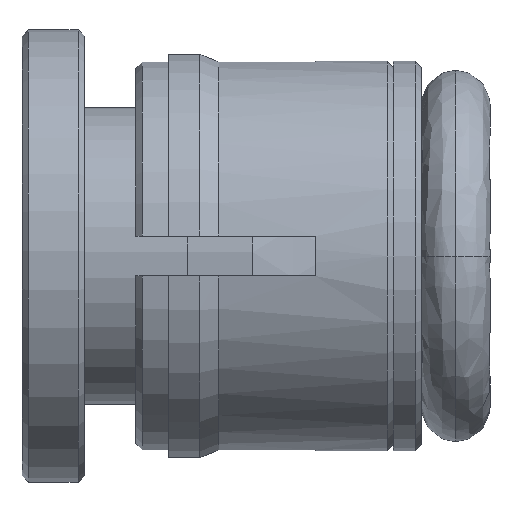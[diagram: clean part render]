
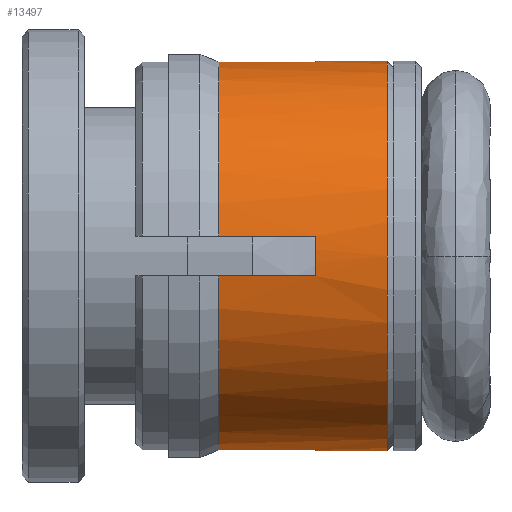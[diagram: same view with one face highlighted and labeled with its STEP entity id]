
A CAD part, left-side view. The second image highlights one B-rep face of the part: STEP entity #13497.
In plain terms, the highlighted cylindrical face has radius 6.25 mm (diameter 12.5 mm), a partial arc.
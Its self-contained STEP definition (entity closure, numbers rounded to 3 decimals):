
#262 = ORIENTED_EDGE ( 'NONE', *, *, #11544, .T. ) ;
#537 = ORIENTED_EDGE ( 'NONE', *, *, #12620, .T. ) ;
#631 = VERTEX_POINT ( 'NONE', #15750 ) ;
#957 = ORIENTED_EDGE ( 'NONE', *, *, #11965, .F. ) ;
#992 = ORIENTED_EDGE ( 'NONE', *, *, #14041, .T. ) ;
#1349 = AXIS2_PLACEMENT_3D ( 'NONE', #13504, #9541, #12235 ) ;
#1569 = EDGE_CURVE ( 'NONE', #3734, #13655, #4070, .T. ) ;
#1578 = AXIS2_PLACEMENT_3D ( 'NONE', #10057, #2273, #11378 ) ;
#2129 = CARTESIAN_POINT ( 'NONE',  ( 0., 5.921, 6.25 ) ) ;
#2273 = DIRECTION ( 'NONE',  ( 0., -1., 0. ) ) ;
#2774 = CARTESIAN_POINT ( 'NONE',  ( -0.64, 5.921, 6.217 ) ) ;
#2914 = DIRECTION ( 'NONE',  ( 0., -1., 0. ) ) ;
#2916 = ORIENTED_EDGE ( 'NONE', *, *, #1569, .T. ) ;
#3056 = LINE ( 'NONE', #2129, #6115 ) ;
#3704 = ORIENTED_EDGE ( 'NONE', *, *, #8124, .T. ) ;
#3734 = VERTEX_POINT ( 'NONE', #6211 ) ;
#4017 = EDGE_CURVE ( 'NONE', #8003, #631, #3056, .T. ) ;
#4044 = VERTEX_POINT ( 'NONE', #12740 ) ;
#4070 = CIRCLE ( 'NONE', #7176, 6.25 ) ;
#4733 = CYLINDRICAL_SURFACE ( 'NONE', #1349, 6.25 ) ;
#4870 = DIRECTION ( 'NONE',  ( 0., 0., 1. ) ) ;
#5164 = VECTOR ( 'NONE', #12857, 1000. ) ;
#5168 = CARTESIAN_POINT ( 'NONE',  ( 0., 5.921, -6.25 ) ) ;
#5201 = CARTESIAN_POINT ( 'NONE',  ( 0., 5.6, 0. ) ) ;
#5707 = CARTESIAN_POINT ( 'NONE',  ( 0., 5.6, 0. ) ) ;
#5801 = CARTESIAN_POINT ( 'NONE',  ( 0., 3.3, 0. ) ) ;
#6035 = EDGE_CURVE ( 'NONE', #9365, #8003, #14545, .T. ) ;
#6070 = CARTESIAN_POINT ( 'NONE',  ( -6.217, 8.7, -0.64 ) ) ;
#6098 = CIRCLE ( 'NONE', #8842, 6.25 ) ;
#6115 = VECTOR ( 'NONE', #11243, 1000. ) ;
#6211 = CARTESIAN_POINT ( 'NONE',  ( -0.64, 8.7, 6.217 ) ) ;
#6491 = DIRECTION ( 'NONE',  ( 0., 0., 1. ) ) ;
#6885 = VERTEX_POINT ( 'NONE', #10592 ) ;
#6998 = DIRECTION ( 'NONE',  ( 0., 0., 1. ) ) ;
#7090 = DIRECTION ( 'NONE',  ( 0., 0., 1. ) ) ;
#7122 = LINE ( 'NONE', #16800, #14075 ) ;
#7130 = VECTOR ( 'NONE', #13193, 1000. ) ;
#7176 = AXIS2_PLACEMENT_3D ( 'NONE', #8537, #16725, #4870 ) ;
#7538 = VECTOR ( 'NONE', #15359, 1000. ) ;
#7794 = EDGE_CURVE ( 'NONE', #13655, #10648, #7122, .T. ) ;
#8003 = VERTEX_POINT ( 'NONE', #16381 ) ;
#8124 = EDGE_CURVE ( 'NONE', #14760, #9022, #10990, .T. ) ;
#8537 = CARTESIAN_POINT ( 'NONE',  ( 0., 8.7, 0. ) ) ;
#8842 = AXIS2_PLACEMENT_3D ( 'NONE', #5201, #14322, #6491 ) ;
#8906 = DIRECTION ( 'NONE',  ( 0., -1., 0. ) ) ;
#9022 = VERTEX_POINT ( 'NONE', #16514 ) ;
#9093 = ORIENTED_EDGE ( 'NONE', *, *, #6035, .T. ) ;
#9215 = ORIENTED_EDGE ( 'NONE', *, *, #4017, .T. ) ;
#9282 = CARTESIAN_POINT ( 'NONE',  ( 0., 3.3, -6.25 ) ) ;
#9301 = CIRCLE ( 'NONE', #11777, 6.25 ) ;
#9365 = VERTEX_POINT ( 'NONE', #9282 ) ;
#9410 = CARTESIAN_POINT ( 'NONE',  ( -0.64, 8.7, -6.217 ) ) ;
#9541 = DIRECTION ( 'NONE',  ( 0., 1., 0. ) ) ;
#10057 = CARTESIAN_POINT ( 'NONE',  ( 0., 5.6, 0. ) ) ;
#10592 = CARTESIAN_POINT ( 'NONE',  ( -6.217, 5.6, -0.64 ) ) ;
#10648 = VERTEX_POINT ( 'NONE', #12476 ) ;
#10692 = CARTESIAN_POINT ( 'NONE',  ( 0., 8.7, 0. ) ) ;
#10990 = LINE ( 'NONE', #11421, #7538 ) ;
#11243 = DIRECTION ( 'NONE',  ( 0., 1., 0. ) ) ;
#11244 = EDGE_LOOP ( 'NONE', ( #957, #9093, #9215, #992, #14973, #2916, #14274, #13671, #262, #14525, #3704, #537 ) ) ;
#11378 = DIRECTION ( 'NONE',  ( 0., 0., 1. ) ) ;
#11421 = CARTESIAN_POINT ( 'NONE',  ( -0.64, 5.921, -6.217 ) ) ;
#11544 = EDGE_CURVE ( 'NONE', #6885, #16327, #12477, .T. ) ;
#11777 = AXIS2_PLACEMENT_3D ( 'NONE', #10692, #2914, #12020 ) ;
#11845 = VECTOR ( 'NONE', #12960, 1000. ) ;
#11965 = EDGE_CURVE ( 'NONE', #9365, #16334, #12238, .T. ) ;
#12020 = DIRECTION ( 'NONE',  ( 0., 0., 1. ) ) ;
#12091 = EDGE_CURVE ( 'NONE', #4044, #3734, #13664, .T. ) ;
#12156 = AXIS2_PLACEMENT_3D ( 'NONE', #5707, #14811, #6998 ) ;
#12235 = DIRECTION ( 'NONE',  ( 0., 0., 1. ) ) ;
#12238 = LINE ( 'NONE', #5168, #11845 ) ;
#12476 = CARTESIAN_POINT ( 'NONE',  ( -6.217, 5.6, 0.64 ) ) ;
#12477 = LINE ( 'NONE', #14176, #5164 ) ;
#12620 = EDGE_CURVE ( 'NONE', #9022, #16334, #6098, .T. ) ;
#12740 = CARTESIAN_POINT ( 'NONE',  ( -0.64, 5.6, 6.217 ) ) ;
#12852 = CIRCLE ( 'NONE', #1578, 6.25 ) ;
#12857 = DIRECTION ( 'NONE',  ( 0., 1., 0. ) ) ;
#12960 = DIRECTION ( 'NONE',  ( 0., 1., 0. ) ) ;
#13193 = DIRECTION ( 'NONE',  ( 0., 1., 0. ) ) ;
#13495 = EDGE_CURVE ( 'NONE', #10648, #6885, #16775, .T. ) ;
#13497 = ADVANCED_FACE ( 'NONE', ( #16336 ), #4733, .T. ) ;
#13504 = CARTESIAN_POINT ( 'NONE',  ( 0., 5.921, 0. ) ) ;
#13655 = VERTEX_POINT ( 'NONE', #16439 ) ;
#13664 = LINE ( 'NONE', #2774, #7130 ) ;
#13671 = ORIENTED_EDGE ( 'NONE', *, *, #13495, .T. ) ;
#14041 = EDGE_CURVE ( 'NONE', #631, #4044, #12852, .T. ) ;
#14075 = VECTOR ( 'NONE', #8906, 1000. ) ;
#14176 = CARTESIAN_POINT ( 'NONE',  ( -6.217, 5.921, -0.64 ) ) ;
#14274 = ORIENTED_EDGE ( 'NONE', *, *, #7794, .T. ) ;
#14322 = DIRECTION ( 'NONE',  ( 0., -1., 0. ) ) ;
#14525 = ORIENTED_EDGE ( 'NONE', *, *, #15154, .T. ) ;
#14545 = CIRCLE ( 'NONE', #16857, 6.25 ) ;
#14760 = VERTEX_POINT ( 'NONE', #9410 ) ;
#14811 = DIRECTION ( 'NONE',  ( 0., -1., 0. ) ) ;
#14897 = DIRECTION ( 'NONE',  ( 0., 1., 0. ) ) ;
#14973 = ORIENTED_EDGE ( 'NONE', *, *, #12091, .T. ) ;
#15154 = EDGE_CURVE ( 'NONE', #16327, #14760, #9301, .T. ) ;
#15166 = CARTESIAN_POINT ( 'NONE',  ( 0., 5.6, -6.25 ) ) ;
#15359 = DIRECTION ( 'NONE',  ( 0., -1., 0. ) ) ;
#15750 = CARTESIAN_POINT ( 'NONE',  ( 0., 5.6, 6.25 ) ) ;
#16327 = VERTEX_POINT ( 'NONE', #6070 ) ;
#16334 = VERTEX_POINT ( 'NONE', #15166 ) ;
#16336 = FACE_OUTER_BOUND ( 'NONE', #11244, .T. ) ;
#16381 = CARTESIAN_POINT ( 'NONE',  ( 0., 3.3, 6.25 ) ) ;
#16439 = CARTESIAN_POINT ( 'NONE',  ( -6.217, 8.7, 0.64 ) ) ;
#16514 = CARTESIAN_POINT ( 'NONE',  ( -0.64, 5.6, -6.217 ) ) ;
#16725 = DIRECTION ( 'NONE',  ( 0., -1., 0. ) ) ;
#16775 = CIRCLE ( 'NONE', #12156, 6.25 ) ;
#16800 = CARTESIAN_POINT ( 'NONE',  ( -6.217, 5.921, 0.64 ) ) ;
#16857 = AXIS2_PLACEMENT_3D ( 'NONE', #5801, #14897, #7090 ) ;
